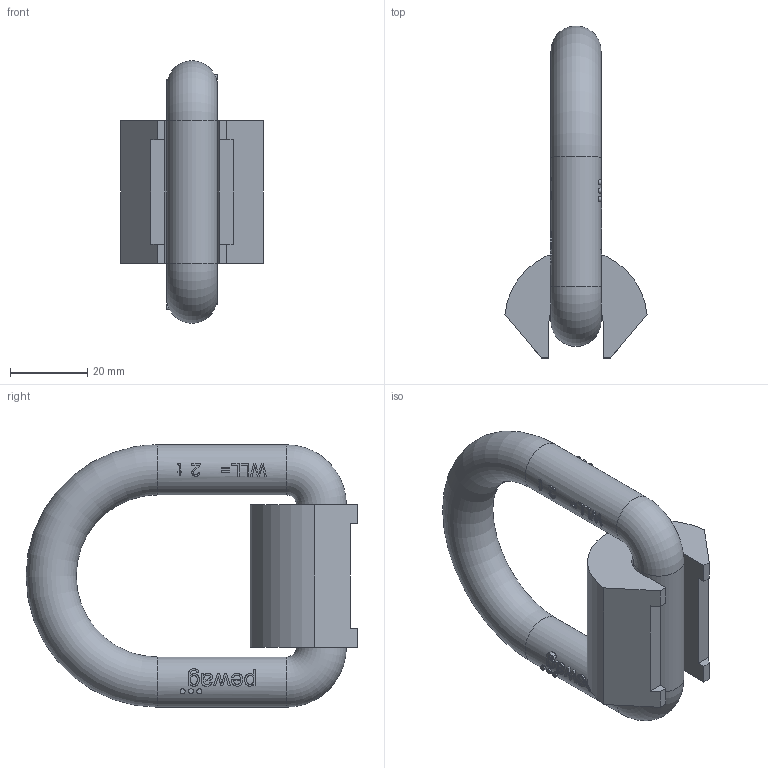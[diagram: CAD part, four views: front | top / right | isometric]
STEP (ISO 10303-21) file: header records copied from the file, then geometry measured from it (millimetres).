
FILE_DESCRIPTION(/* description */ (''),/* implementation_level */ '2;1');
FILE_NAME(/* name */ 'PLE_N_8.stp',/* time_stamp */ '2017-11-13T08:17:33+01:00',/* author */ (''),/* organization */ (''),/* preprocessor_version */ 'ST-DEVELOPER v16',/* originating_system */ 'SIEMENS PLM Software NX 11.0',/* authorisation */ '');
FILE_SCHEMA (('AUTOMOTIVE_DESIGN { 1 0 10303 214 3 1 1 1 }'));
Length unit declared in the file: millimetre
Products named in the file (1): pewag_PLE_Kundenmodell_8
Bounding box: 36.84 x 86 x 68 mm (x, y, z)
Volume: 49902.2 mm3; surface area: 14849.1 mm2
Topology: 2 solids, 2 shells, 362 faces, 966 edges, 644 vertices
Faces by surface type: plane 192, extrusion 148, cylinder 19, torus 3
Full cylindrical faces by diameter (mm): 1.3 x6, 13 x3
Entity records: 14176 total; most frequent: CARTESIAN_POINT 5973, ORIENTED_EDGE 1896, DIRECTION 1176, EDGE_CURVE 948, VERTEX_POINT 638, B_SPLINE_CURVE_WITH_KNOTS 596, VECTOR 550, EDGE_LOOP 412
